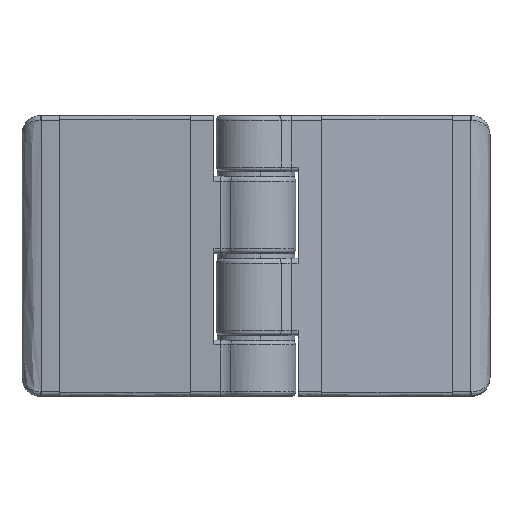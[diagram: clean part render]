
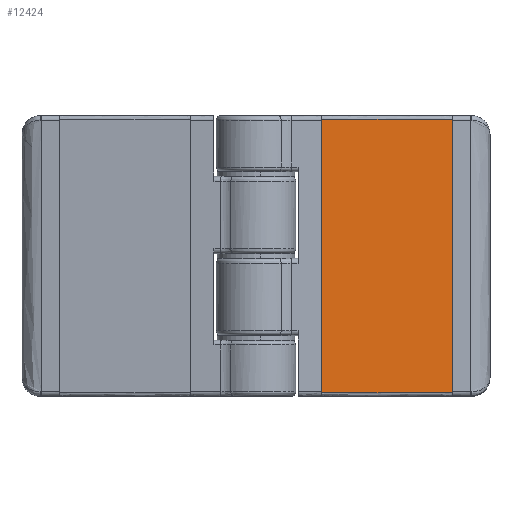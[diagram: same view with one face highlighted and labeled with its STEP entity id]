
A CAD part, front view. The second image highlights one B-rep face of the part: STEP entity #12424.
In plain terms, the highlighted free-form (B-spline) face has degree [1, 1] with [2, 2] control points.
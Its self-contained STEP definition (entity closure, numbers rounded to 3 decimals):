
#11628=CARTESIAN_POINT('',(14.05,-5.1,60.8));
#11629=VERTEX_POINT('',#11628);
#11650=CARTESIAN_POINT('',(41.95,-2.659,60.8));
#11651=VERTEX_POINT('',#11650);
#11665=CARTESIAN_POINT('',(14.05,-5.1,60.8));
#11666=CARTESIAN_POINT('',(41.95,-2.659,60.8));
#11667=QUASI_UNIFORM_CURVE('',1,(#11665,#11666),.UNSPECIFIED.,.F.,.U.);
#11668=EDGE_CURVE('',#11629,#11651,#11667,.T.);
#11687=CARTESIAN_POINT('',(14.05,-5.1,119.2));
#11688=VERTEX_POINT('',#11687);
#11704=CARTESIAN_POINT('',(41.95,-2.659,119.2));
#11705=VERTEX_POINT('',#11704);
#11706=CARTESIAN_POINT('',(41.95,-2.659,119.2));
#11707=CARTESIAN_POINT('',(14.05,-5.1,119.2));
#11708=QUASI_UNIFORM_CURVE('',1,(#11706,#11707),.UNSPECIFIED.,.F.,.U.);
#11709=EDGE_CURVE('',#11705,#11688,#11708,.T.);
#12405=CARTESIAN_POINT('',(43.344,-2.537,122.117));
#12406=CARTESIAN_POINT('',(12.656,-5.222,122.117));
#12407=CARTESIAN_POINT('',(43.344,-2.537,57.883));
#12408=CARTESIAN_POINT('',(12.656,-5.222,57.883));
#12409=B_SPLINE_SURFACE_WITH_KNOTS('',1,1,((#12405,#12407),(#12406,#12408)),.UNSPECIFIED.,.F.,.F.,.U.,(2,2),(2,2),(0.0,30.804),(0.0,64.234),.UNSPECIFIED.);
#12410=CARTESIAN_POINT('',(14.05,-5.1,60.8));
#12411=CARTESIAN_POINT('',(14.05,-5.1,119.2));
#12412=QUASI_UNIFORM_CURVE('',1,(#12410,#12411),.UNSPECIFIED.,.F.,.U.);
#12413=EDGE_CURVE('',#11629,#11688,#12412,.T.);
#12414=ORIENTED_EDGE('',*,*,#12413,.F.);
#12415=ORIENTED_EDGE('',*,*,#11668,.T.);
#12416=CARTESIAN_POINT('',(41.95,-2.659,60.8));
#12417=CARTESIAN_POINT('',(41.95,-2.659,119.2));
#12418=QUASI_UNIFORM_CURVE('',1,(#12416,#12417),.UNSPECIFIED.,.F.,.U.);
#12419=EDGE_CURVE('',#11651,#11705,#12418,.T.);
#12420=ORIENTED_EDGE('',*,*,#12419,.T.);
#12421=ORIENTED_EDGE('',*,*,#11709,.T.);
#12422=EDGE_LOOP('',(#12414,#12415,#12420,#12421));
#12423=FACE_OUTER_BOUND('',#12422,.T.);
#12424=ADVANCED_FACE('',(#12423),#12409,.T.);
